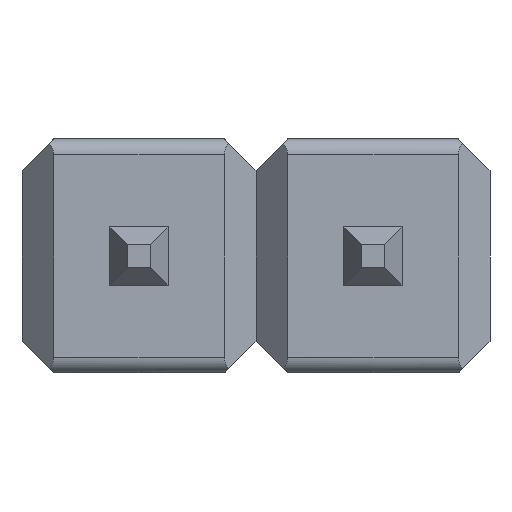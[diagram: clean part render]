
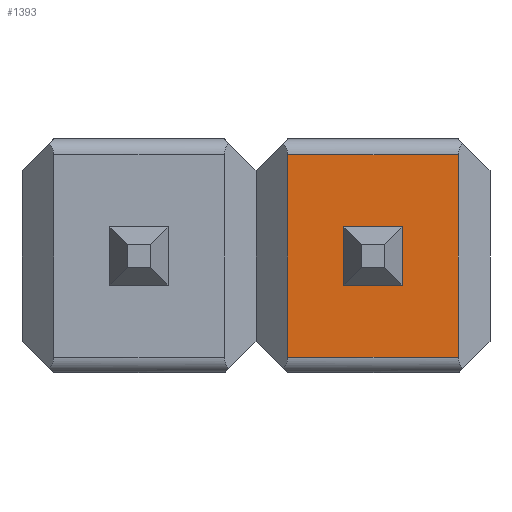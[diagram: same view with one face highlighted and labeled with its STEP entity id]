
A CAD part, front view. The second image highlights one B-rep face of the part: STEP entity #1393.
In plain terms, the highlighted planar face has unit normal (0, -1, 0).
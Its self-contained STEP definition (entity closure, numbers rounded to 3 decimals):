
#914 = VERTEX_POINT('',#915);
#915 = CARTESIAN_POINT('',(2.265,-4.602,
    -0.727));
#922 = EDGE_CURVE('',#914,#923,#925,.T.);
#923 = VERTEX_POINT('',#924);
#924 = CARTESIAN_POINT('',(0.415,-4.602,
    -0.727));
#925 = LINE('',#926,#927);
#926 = CARTESIAN_POINT('',(1.42,-4.602,
    -0.727));
#927 = VECTOR('',#928,1.);
#928 = DIRECTION('',(-1.,0.,0.));
#946 = EDGE_CURVE('',#947,#923,#949,.T.);
#947 = VERTEX_POINT('',#948);
#948 = CARTESIAN_POINT('',(0.415,-4.602,1.467
    ));
#949 = LINE('',#950,#951);
#950 = CARTESIAN_POINT('',(0.415,-4.602,
    -0.925));
#951 = VECTOR('',#952,1.);
#952 = DIRECTION('',(0.,0.,-1.));
#1367 = VERTEX_POINT('',#1368);
#1368 = CARTESIAN_POINT('',(2.265,-4.602,
    1.467));
#1375 = EDGE_CURVE('',#914,#1367,#1376,.T.);
#1376 = LINE('',#1377,#1378);
#1377 = CARTESIAN_POINT('',(2.265,-4.602,
    -0.925));
#1378 = VECTOR('',#1379,1.);
#1379 = DIRECTION('',(0.,0.,1.));
#1393 = ADVANCED_FACE('',(#1394,#1405),#1471,.T.);
#1394 = FACE_BOUND('',#1395,.T.);
#1395 = EDGE_LOOP('',(#1396,#1397,#1403,#1404));
#1396 = ORIENTED_EDGE('',*,*,#1375,.T.);
#1397 = ORIENTED_EDGE('',*,*,#1398,.T.);
#1398 = EDGE_CURVE('',#1367,#947,#1399,.T.);
#1399 = LINE('',#1400,#1401);
#1400 = CARTESIAN_POINT('',(0.397,-4.602,1.467
    ));
#1401 = VECTOR('',#1402,1.);
#1402 = DIRECTION('',(-1.,0.,0.));
#1403 = ORIENTED_EDGE('',*,*,#946,.T.);
#1404 = ORIENTED_EDGE('',*,*,#922,.F.);
#1405 = FACE_BOUND('',#1406,.T.);
#1406 = EDGE_LOOP('',(#1407,#1417,#1425,#1433,#1441,#1449,#1457,#1465));
#1407 = ORIENTED_EDGE('',*,*,#1408,.F.);
#1408 = EDGE_CURVE('',#1409,#1411,#1413,.T.);
#1409 = VERTEX_POINT('',#1410);
#1410 = CARTESIAN_POINT('',(1.025,-4.602,0.055));
#1411 = VERTEX_POINT('',#1412);
#1412 = CARTESIAN_POINT('',(1.025,-4.602,
    0.055));
#1413 = LINE('',#1414,#1415);
#1414 = CARTESIAN_POINT('',(1.655,-4.602,0.055));
#1415 = VECTOR('',#1416,1.);
#1416 = DIRECTION('',(1.,0.,0.));
#1417 = ORIENTED_EDGE('',*,*,#1418,.T.);
#1418 = EDGE_CURVE('',#1409,#1419,#1421,.T.);
#1419 = VERTEX_POINT('',#1420);
#1420 = CARTESIAN_POINT('',(1.025,-4.602,0.685));
#1421 = LINE('',#1422,#1423);
#1422 = CARTESIAN_POINT('',(1.025,-4.602,-0.925));
#1423 = VECTOR('',#1424,1.);
#1424 = DIRECTION('',(0.,0.,1.));
#1425 = ORIENTED_EDGE('',*,*,#1426,.F.);
#1426 = EDGE_CURVE('',#1427,#1419,#1429,.T.);
#1427 = VERTEX_POINT('',#1428);
#1428 = CARTESIAN_POINT('',(1.025,-4.602,0.685
    ));
#1429 = LINE('',#1430,#1431);
#1430 = CARTESIAN_POINT('',(1.025,-4.602,0.685));
#1431 = VECTOR('',#1432,1.);
#1432 = DIRECTION('',(-1.,0.,0.));
#1433 = ORIENTED_EDGE('',*,*,#1434,.F.);
#1434 = EDGE_CURVE('',#1435,#1427,#1437,.T.);
#1435 = VERTEX_POINT('',#1436);
#1436 = CARTESIAN_POINT('',(1.655,-4.602,0.685));
#1437 = LINE('',#1438,#1439);
#1438 = CARTESIAN_POINT('',(1.025,-4.602,0.685));
#1439 = VECTOR('',#1440,1.);
#1440 = DIRECTION('',(-1.,0.,0.));
#1441 = ORIENTED_EDGE('',*,*,#1442,.F.);
#1442 = EDGE_CURVE('',#1443,#1435,#1445,.T.);
#1443 = VERTEX_POINT('',#1444);
#1444 = CARTESIAN_POINT('',(1.655,-4.602,
    0.685));
#1445 = LINE('',#1446,#1447);
#1446 = CARTESIAN_POINT('',(0.706,-4.602,
    0.685));
#1447 = VECTOR('',#1448,1.);
#1448 = DIRECTION('',(-1.,0.,0.));
#1449 = ORIENTED_EDGE('',*,*,#1450,.F.);
#1450 = EDGE_CURVE('',#1451,#1443,#1453,.T.);
#1451 = VERTEX_POINT('',#1452);
#1452 = CARTESIAN_POINT('',(1.655,-4.602,
    0.055));
#1453 = LINE('',#1454,#1455);
#1454 = CARTESIAN_POINT('',(1.655,-4.602,
    -0.44));
#1455 = VECTOR('',#1456,1.);
#1456 = DIRECTION('',(0.,0.,1.));
#1457 = ORIENTED_EDGE('',*,*,#1458,.F.);
#1458 = EDGE_CURVE('',#1459,#1451,#1461,.T.);
#1459 = VERTEX_POINT('',#1460);
#1460 = CARTESIAN_POINT('',(1.655,-4.602,0.055));
#1461 = LINE('',#1462,#1463);
#1462 = CARTESIAN_POINT('',(0.706,-4.602,
    0.055));
#1463 = VECTOR('',#1464,1.);
#1464 = DIRECTION('',(1.,0.,0.));
#1465 = ORIENTED_EDGE('',*,*,#1466,.F.);
#1466 = EDGE_CURVE('',#1411,#1459,#1467,.T.);
#1467 = LINE('',#1468,#1469);
#1468 = CARTESIAN_POINT('',(1.655,-4.602,0.055));
#1469 = VECTOR('',#1470,1.);
#1470 = DIRECTION('',(1.,0.,0.));
#1471 = PLANE('',#1472);
#1472 = AXIS2_PLACEMENT_3D('',#1473,#1474,#1475);
#1473 = CARTESIAN_POINT('',(0.397,-4.602,
    -0.925));
#1474 = DIRECTION('',(0.,-1.,0.));
#1475 = DIRECTION('',(1.,0.,0.));
